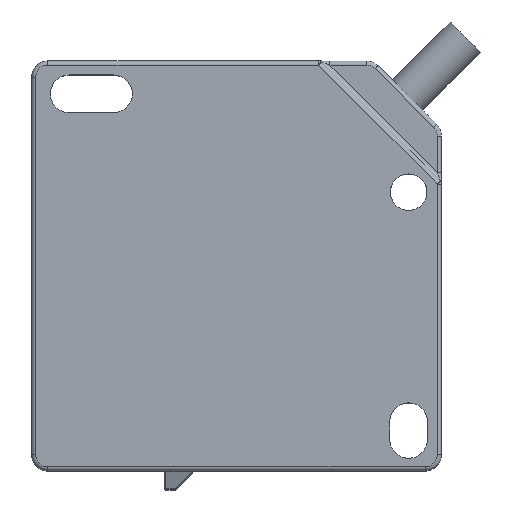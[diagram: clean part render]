
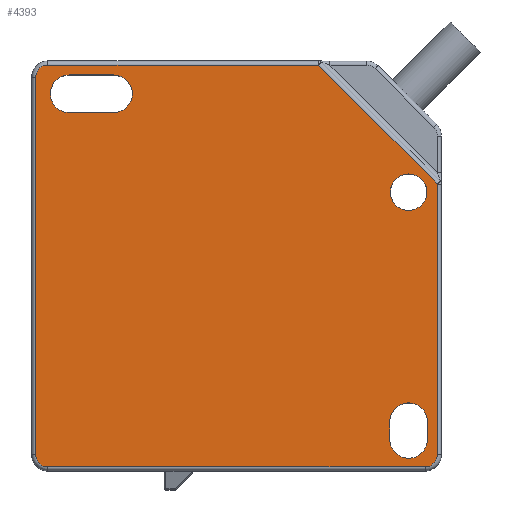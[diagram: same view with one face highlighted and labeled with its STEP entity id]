
A CAD part, top view. The second image highlights one B-rep face of the part: STEP entity #4393.
In plain terms, the highlighted planar face has unit normal (0, 0, 1).
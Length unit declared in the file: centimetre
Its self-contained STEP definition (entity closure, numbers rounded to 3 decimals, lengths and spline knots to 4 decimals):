
#244=LINE('',#7111,#576);
#247=LINE('',#7122,#579);
#248=LINE('',#7126,#580);
#249=LINE('',#7130,#581);
#250=LINE('',#7134,#582);
#251=LINE('',#7142,#583);
#252=LINE('',#7145,#584);
#253=LINE('',#7150,#585);
#254=LINE('',#7153,#586);
#576=VECTOR('',#5599,2.0516);
#579=VECTOR('',#5616,3.2993);
#580=VECTOR('',#5621,3.2993);
#581=VECTOR('',#5624,4.6);
#582=VECTOR('',#5627,4.6);
#583=VECTOR('',#5634,0.54);
#584=VECTOR('',#5637,0.54);
#585=VECTOR('',#5640,0.215);
#586=VECTOR('',#5643,0.215);
#1098=PLANE('',#4790);
#1182=FACE_BOUND('',#1563,.T.);
#1183=FACE_BOUND('',#1564,.T.);
#1184=FACE_BOUND('',#1565,.T.);
#1290=FACE_OUTER_BOUND('',#1562,.T.);
#1562=EDGE_LOOP('',(#3348,#3349,#3350,#3351,#3352,#3353,#3354,#3355));
#1563=EDGE_LOOP('',(#3356));
#1564=EDGE_LOOP('',(#3357,#3358,#3359,#3360));
#1565=EDGE_LOOP('',(#3361,#3362,#3363,#3364));
#1882=CIRCLE('',#4791,0.15);
#1883=CIRCLE('',#4792,0.15);
#1884=CIRCLE('',#4793,0.15);
#1885=CIRCLE('',#4794,0.2225);
#1886=CIRCLE('',#4795,0.23);
#1887=CIRCLE('',#4796,0.23);
#1888=CIRCLE('',#4797,0.23);
#1889=CIRCLE('',#4798,0.23);
#2125=VERTEX_POINT('',#7106);
#2126=VERTEX_POINT('',#7109);
#2127=VERTEX_POINT('',#7121);
#2128=VERTEX_POINT('',#7125);
#2129=VERTEX_POINT('',#7127);
#2130=VERTEX_POINT('',#7129);
#2131=VERTEX_POINT('',#7131);
#2132=VERTEX_POINT('',#7133);
#2133=VERTEX_POINT('',#7136);
#2134=VERTEX_POINT('',#7138);
#2135=VERTEX_POINT('',#7139);
#2136=VERTEX_POINT('',#7141);
#2137=VERTEX_POINT('',#7143);
#2138=VERTEX_POINT('',#7146);
#2139=VERTEX_POINT('',#7147);
#2140=VERTEX_POINT('',#7149);
#2141=VERTEX_POINT('',#7151);
#2576=EDGE_CURVE('',#2126,#2125,#244,.T.);
#2581=EDGE_CURVE('',#2125,#2127,#247,.T.);
#2583=EDGE_CURVE('',#2128,#2126,#248,.T.);
#2584=EDGE_CURVE('',#2129,#2128,#1882,.T.);
#2585=EDGE_CURVE('',#2130,#2129,#249,.T.);
#2586=EDGE_CURVE('',#2131,#2130,#1883,.T.);
#2587=EDGE_CURVE('',#2132,#2131,#250,.T.);
#2588=EDGE_CURVE('',#2127,#2132,#1884,.T.);
#2589=EDGE_CURVE('',#2133,#2133,#1885,.T.);
#2590=EDGE_CURVE('',#2134,#2135,#1886,.T.);
#2591=EDGE_CURVE('',#2135,#2136,#251,.T.);
#2592=EDGE_CURVE('',#2136,#2137,#1887,.T.);
#2593=EDGE_CURVE('',#2137,#2134,#252,.T.);
#2594=EDGE_CURVE('',#2138,#2139,#1888,.T.);
#2595=EDGE_CURVE('',#2139,#2140,#253,.T.);
#2596=EDGE_CURVE('',#2140,#2141,#1889,.T.);
#2597=EDGE_CURVE('',#2141,#2138,#254,.T.);
#3348=ORIENTED_EDGE('',*,*,#2576,.F.);
#3349=ORIENTED_EDGE('',*,*,#2583,.F.);
#3350=ORIENTED_EDGE('',*,*,#2584,.F.);
#3351=ORIENTED_EDGE('',*,*,#2585,.F.);
#3352=ORIENTED_EDGE('',*,*,#2586,.F.);
#3353=ORIENTED_EDGE('',*,*,#2587,.F.);
#3354=ORIENTED_EDGE('',*,*,#2588,.F.);
#3355=ORIENTED_EDGE('',*,*,#2581,.F.);
#3356=ORIENTED_EDGE('',*,*,#2589,.T.);
#3357=ORIENTED_EDGE('',*,*,#2590,.T.);
#3358=ORIENTED_EDGE('',*,*,#2591,.T.);
#3359=ORIENTED_EDGE('',*,*,#2592,.T.);
#3360=ORIENTED_EDGE('',*,*,#2593,.T.);
#3361=ORIENTED_EDGE('',*,*,#2594,.T.);
#3362=ORIENTED_EDGE('',*,*,#2595,.T.);
#3363=ORIENTED_EDGE('',*,*,#2596,.T.);
#3364=ORIENTED_EDGE('',*,*,#2597,.T.);
#4393=ADVANCED_FACE('',(#1290,#1182,#1183,#1184),#1098,.T.);
#4790=AXIS2_PLACEMENT_3D('',#7124,#5619,#5620);
#4791=AXIS2_PLACEMENT_3D('',#7128,#5622,#5623);
#4792=AXIS2_PLACEMENT_3D('',#7132,#5625,#5626);
#4793=AXIS2_PLACEMENT_3D('',#7135,#5628,#5629);
#4794=AXIS2_PLACEMENT_3D('',#7137,#5630,#5631);
#4795=AXIS2_PLACEMENT_3D('',#7140,#5632,#5633);
#4796=AXIS2_PLACEMENT_3D('',#7144,#5635,#5636);
#4797=AXIS2_PLACEMENT_3D('',#7148,#5638,#5639);
#4798=AXIS2_PLACEMENT_3D('',#7152,#5641,#5642);
#5599=DIRECTION('',(0.707,-0.707,0.));
#5616=DIRECTION('',(0.,-1.,0.));
#5619=DIRECTION('center_axis',(0.,0.,1.));
#5620=DIRECTION('ref_axis',(1.,0.,0.));
#5621=DIRECTION('',(1.,0.,0.));
#5622=DIRECTION('center_axis',(0.,0.,-1.));
#5623=DIRECTION('ref_axis',(-0.707,0.707,0.));
#5624=DIRECTION('',(0.,1.,0.));
#5625=DIRECTION('center_axis',(0.,0.,-1.));
#5626=DIRECTION('ref_axis',(-0.707,-0.707,0.));
#5627=DIRECTION('',(-1.,0.,0.));
#5628=DIRECTION('center_axis',(0.,0.,-1.));
#5629=DIRECTION('ref_axis',(0.707,-0.707,0.));
#5630=DIRECTION('center_axis',(0.,0.,-1.));
#5631=DIRECTION('ref_axis',(-1.,0.,0.));
#5632=DIRECTION('center_axis',(0.,0.,-1.));
#5633=DIRECTION('ref_axis',(1.,0.,0.));
#5634=DIRECTION('',(1.,0.,0.));
#5635=DIRECTION('center_axis',(0.,0.,-1.));
#5636=DIRECTION('ref_axis',(1.,0.,0.));
#5637=DIRECTION('',(-1.,0.,0.));
#5638=DIRECTION('center_axis',(0.,0.,-1.));
#5639=DIRECTION('ref_axis',(1.,0.,0.));
#5640=DIRECTION('',(0.,1.,0.));
#5641=DIRECTION('center_axis',(0.,0.,-1.));
#5642=DIRECTION('ref_axis',(1.,0.,0.));
#5643=DIRECTION('',(0.,-1.,0.));
#7106=CARTESIAN_POINT('',(2.45,0.9993,1.7));
#7109=CARTESIAN_POINT('',(0.9993,2.45,1.7));
#7111=CARTESIAN_POINT('',(2.0946,1.3546,1.7));
#7121=CARTESIAN_POINT('',(2.45,-2.3,1.7));
#7122=CARTESIAN_POINT('',(2.45,0.625,1.7));
#7124=CARTESIAN_POINT('Origin',(-1.25,-1.25,1.7));
#7125=CARTESIAN_POINT('',(-2.3,2.45,1.7));
#7126=CARTESIAN_POINT('',(-1.875,2.45,1.7));
#7127=CARTESIAN_POINT('',(-2.45,2.3,1.7));
#7128=CARTESIAN_POINT('Origin',(-2.3,2.3,1.7));
#7129=CARTESIAN_POINT('',(-2.45,-2.3,1.7));
#7130=CARTESIAN_POINT('',(-2.45,-1.875,1.7));
#7131=CARTESIAN_POINT('',(-2.3,-2.45,1.7));
#7132=CARTESIAN_POINT('Origin',(-2.3,-2.3,1.7));
#7133=CARTESIAN_POINT('',(2.3,-2.45,1.7));
#7134=CARTESIAN_POINT('',(-0.625,-2.45,1.7));
#7135=CARTESIAN_POINT('Origin',(2.3,-2.3,1.7));
#7136=CARTESIAN_POINT('',(2.3225,0.9,1.7));
#7137=CARTESIAN_POINT('Origin',(2.1,0.9,1.7));
#7138=CARTESIAN_POINT('',(-2.04,1.87,1.7));
#7139=CARTESIAN_POINT('',(-2.04,2.33,1.7));
#7140=CARTESIAN_POINT('Origin',(-2.04,2.1,1.7));
#7141=CARTESIAN_POINT('',(-1.5,2.33,1.7));
#7142=CARTESIAN_POINT('',(-1.375,2.33,1.7));
#7143=CARTESIAN_POINT('',(-1.5,1.87,1.7));
#7144=CARTESIAN_POINT('Origin',(-1.5,2.1,1.7));
#7145=CARTESIAN_POINT('',(-1.645,1.87,1.7));
#7146=CARTESIAN_POINT('',(2.33,-2.115,1.7));
#7147=CARTESIAN_POINT('',(1.87,-2.115,1.7));
#7148=CARTESIAN_POINT('Origin',(2.1,-2.115,1.7));
#7149=CARTESIAN_POINT('',(1.87,-1.9,1.7));
#7150=CARTESIAN_POINT('',(1.87,-1.575,1.7));
#7151=CARTESIAN_POINT('',(2.33,-1.9,1.7));
#7152=CARTESIAN_POINT('Origin',(2.1,-1.9,1.7));
#7153=CARTESIAN_POINT('',(2.33,-1.6825,1.7));
